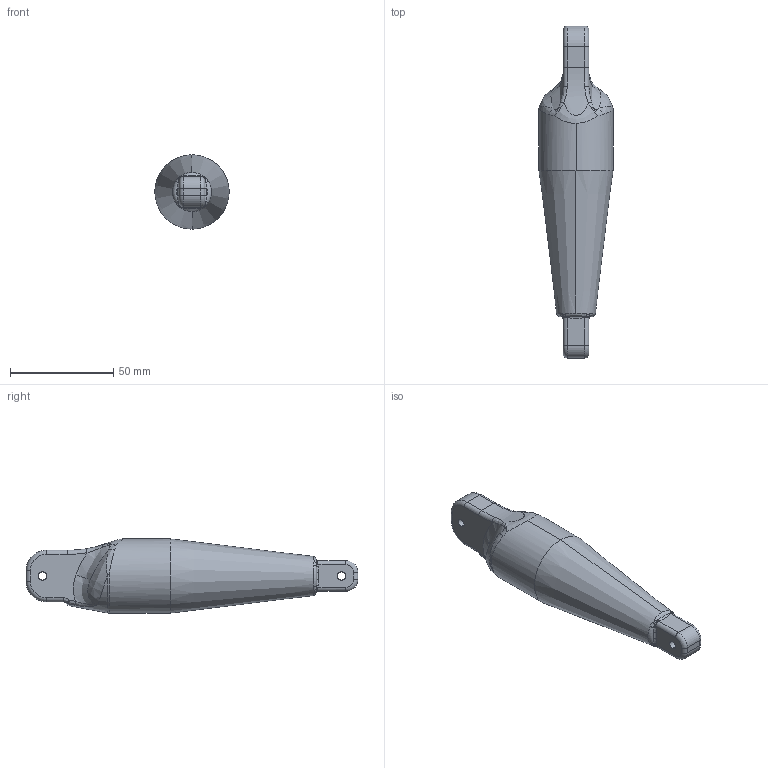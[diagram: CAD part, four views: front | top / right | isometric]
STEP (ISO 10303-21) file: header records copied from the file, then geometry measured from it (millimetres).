
FILE_DESCRIPTION (( 'STEP AP203' ), '1' );
FILE_NAME ('1_3_Thigh.STEP', '2014-08-31T10:08:19', ( '' ), ( '' ), 'SwSTEP 2.0', 'SolidWorks 2013', '' );
FILE_SCHEMA (( 'CONFIG_CONTROL_DESIGN' ));
Length unit declared in the file: millimetre
Products named in the file (1): 1_3_Thigh
Bounding box: 36 x 161 x 36 mm (x, y, z)
Volume: 93127.5 mm3; surface area: 14421.7 mm2
Topology: 1 solids, 1 shells, 114 faces, 270 edges, 154 vertices
Faces by surface type: bspline 57, cylinder 25, torus 14, plane 12, cone 4, sphere 2
Entity records: 5805 total; most frequent: CARTESIAN_POINT 3488, ORIENTED_EDGE 532, DIRECTION 392, EDGE_CURVE 266, AXIS2_PLACEMENT_3D 173, VERTEX_POINT 154, EDGE_LOOP 118, CIRCLE 115
